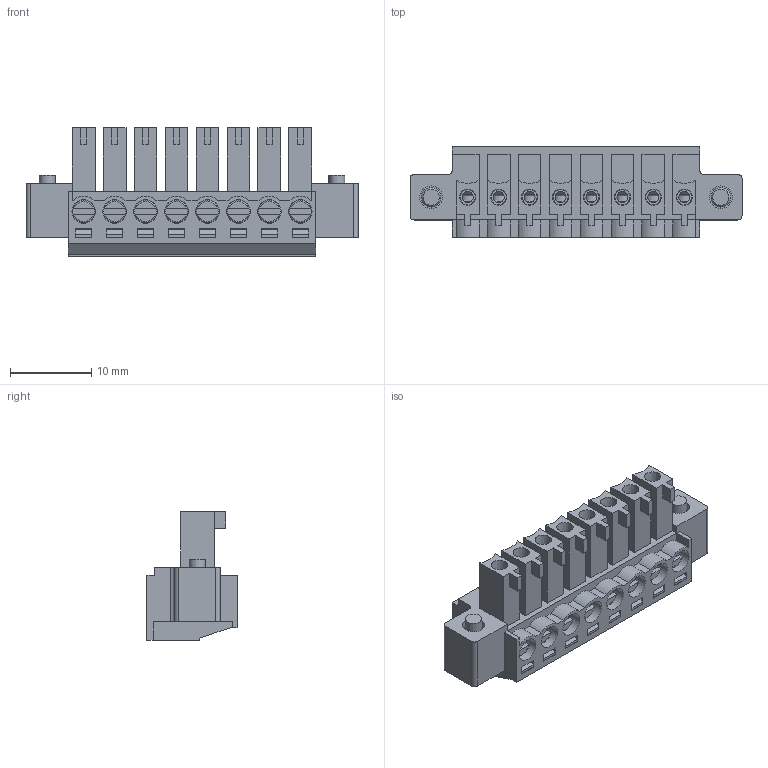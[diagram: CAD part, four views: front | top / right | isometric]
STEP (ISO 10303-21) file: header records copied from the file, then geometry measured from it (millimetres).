
FILE_DESCRIPTION( ( 'Unknown' ), '1' );
FILE_NAME( '691364300008.stp', 'Unknown', ( 'Unknown' ), ( 'Unknown' ), 'PSStep 18.0.17', 'Unknown', ' ' );
FILE_SCHEMA( ( 'AUTOMOTIVE_DESIGN { 1 0 10303 214 1 1 1 1 }' ) );
Length unit declared in the file: millimetre
Products named in the file (7): Assem1; 6913643000xx_PIN; 6913643000xx_CAGE; 6913643000xx_VIS; 6913643000xx_VIS FLANGE; 691364300008; 691364300008_CAPOT
Assembly tree (28 placements, depth 2):
  Assem1
    6913643000xx_PIN  x8
    6913643000xx_CAGE  x8
    6913643000xx_VIS  x8
    6913643000xx_VIS FLANGE  x2
    691364300008
    691364300008_CAPOT
Bounding box: 40.88 x 11.1 x 15.8 mm (x, y, z)
Volume: 2531.3 mm3; surface area: 7781.3 mm2
Topology: 28 solids, 28 shells, 1296 faces, 3438 edges, 2248 vertices
Faces by surface type: plane 1000, cylinder 248, torus 30, cone 18
Full cylindrical faces by diameter (mm): 1.35 x8, 1.598 x8, 1.9 x16, 2 x10, 2.4 x2, 2.7 x8, 2.8 x2, 2.9 x8, 3.8 x4
Entity records: 27961 total; most frequent: CARTESIAN_POINT 4012, ORIENTED_EDGE 3714, DIRECTION 3516, EDGE_CURVE 1857, LINE 1664, VECTOR 1664, VERTEX_POINT 1249, AXIS2_PLACEMENT_3D 926
